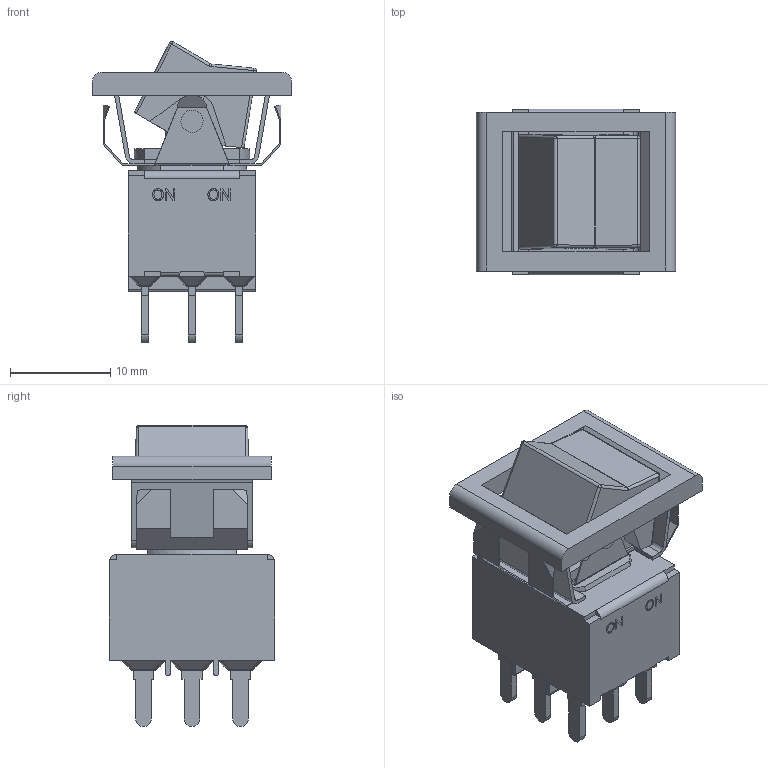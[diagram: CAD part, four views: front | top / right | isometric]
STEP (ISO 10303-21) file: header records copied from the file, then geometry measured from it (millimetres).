
FILE_DESCRIPTION((' '),'2;1');
FILE_NAME('3003PxR6xxxM3xExxx.stp','2017-08-03T14:53:17',(' '),(' '),' ','ACIS',' ');
FILE_SCHEMA(('CONFIG_CONTROL_DESIGN'));
Length unit declared in the file: inch
Products named in the file (1): 3003PxR6xxxM3xExxx.stp
Bounding box: 19.85 x 16.51 x 30 mm (x, y, z)
Volume: 3470.9 mm3; surface area: 3779.7 mm2
Topology: 1 solids, 1 shells, 611 faces, 1595 edges, 992 vertices
Faces by surface type: plane 421, cylinder 130, sphere 40, bspline 18, cone 2
Full cylindrical faces by diameter (mm): 2.2 x2, 3.2 x1, 5.2 x1
Entity records: 18686 total; most frequent: CARTESIAN_POINT 3491, ORIENTED_EDGE 3182, DIRECTION 3071, EDGE_CURVE 1591, VECTOR 1223, LINE 1223, VERTEX_POINT 992, AXIS2_PLACEMENT_3D 924
